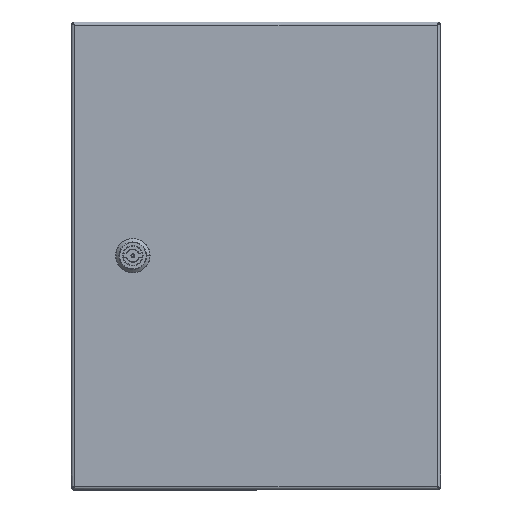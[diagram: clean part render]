
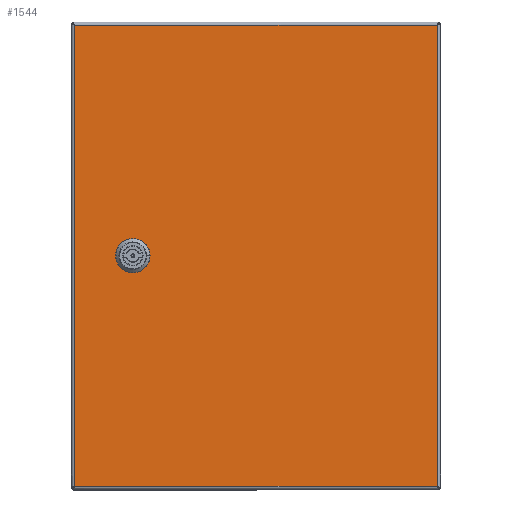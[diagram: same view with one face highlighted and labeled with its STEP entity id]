
A CAD part, top view. The second image highlights one B-rep face of the part: STEP entity #1544.
In plain terms, the highlighted face is planar.
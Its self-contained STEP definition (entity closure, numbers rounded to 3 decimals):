
#192 = CARTESIAN_POINT ( 'NONE',  ( -147.5, -188.743, 0. ) ) ;
#199 = AXIS2_PLACEMENT_3D ( 'NONE', #24628, #12897, #1134 ) ;
#439 = CARTESIAN_POINT ( 'NONE',  ( 110.05, 5.056, 0. ) ) ;
#463 = DIRECTION ( 'NONE',  ( 1., 0., 0. ) ) ;
#508 = ORIENTED_EDGE ( 'NONE', *, *, #12777, .F. ) ;
#680 = LINE ( 'NONE', #20712, #15142 ) ;
#813 = DIRECTION ( 'NONE',  ( 0., 0., 1. ) ) ;
#838 = DIRECTION ( 'NONE',  ( 1., 0., 0. ) ) ;
#1134 = DIRECTION ( 'NONE',  ( -1., 0., 0. ) ) ;
#1389 = EDGE_CURVE ( 'NONE', #5581, #13226, #13853, .T. ) ;
#1469 = DIRECTION ( 'NONE',  ( 0., 0., -1. ) ) ;
#1544 = ADVANCED_FACE ( 'NONE', ( #2173, #16580 ), #16819, .F. ) ;
#1723 = ORIENTED_EDGE ( 'NONE', *, *, #10043, .F. ) ;
#2173 = FACE_BOUND ( 'NONE', #11120, .T. ) ;
#2255 = VECTOR ( 'NONE', #21258, 1000. ) ;
#3729 = EDGE_CURVE ( 'NONE', #11798, #10513, #10628, .T. ) ;
#4150 = DIRECTION ( 'NONE',  ( 0., 1., 0. ) ) ;
#4520 = LINE ( 'NONE', #10323, #24147 ) ;
#5412 = VECTOR ( 'NONE', #17694, 1000. ) ;
#5479 = CARTESIAN_POINT ( 'NONE',  ( 89.95, 5.056, 0. ) ) ;
#5574 = EDGE_CURVE ( 'NONE', #25297, #24235, #7457, .T. ) ;
#5581 = VERTEX_POINT ( 'NONE', #19283 ) ;
#5681 = CIRCLE ( 'NONE', #25260, 11.25 ) ;
#6021 = EDGE_CURVE ( 'NONE', #16542, #5581, #680, .T. ) ;
#6457 = EDGE_CURVE ( 'NONE', #13226, #19138, #20301, .T. ) ;
#6523 = CARTESIAN_POINT ( 'NONE',  ( -147.5, -187.5, 0. ) ) ;
#7003 = AXIS2_PLACEMENT_3D ( 'NONE', #19318, #7565, #21295 ) ;
#7457 = LINE ( 'NONE', #5479, #2255 ) ;
#7469 = DIRECTION ( 'NONE',  ( 0., 0., -1. ) ) ;
#7476 = ORIENTED_EDGE ( 'NONE', *, *, #13743, .F. ) ;
#7565 = DIRECTION ( 'NONE',  ( 0., 0., -1. ) ) ;
#8253 = VECTOR ( 'NONE', #18124, 1000. ) ;
#8313 = AXIS2_PLACEMENT_3D ( 'NONE', #19508, #813, #838 ) ;
#8356 = CARTESIAN_POINT ( 'NONE',  ( 148.743, -187.5, 0. ) ) ;
#8948 = VERTEX_POINT ( 'NONE', #20490 ) ;
#9196 = DIRECTION ( 'NONE',  ( 0., -1., 0. ) ) ;
#9229 = VECTOR ( 'NONE', #9196, 1000. ) ;
#9883 = VECTOR ( 'NONE', #22079, 1000. ) ;
#10043 = EDGE_CURVE ( 'NONE', #14974, #8948, #4520, .T. ) ;
#10323 = CARTESIAN_POINT ( 'NONE',  ( 105.056, 10.05, 0. ) ) ;
#10484 = EDGE_CURVE ( 'NONE', #19138, #16542, #21374, .T. ) ;
#10513 = VERTEX_POINT ( 'NONE', #21896 ) ;
#10628 = LINE ( 'NONE', #15733, #5412 ) ;
#10703 = EDGE_LOOP ( 'NONE', ( #23702, #13653, #14277, #13388 ) ) ;
#10947 = VECTOR ( 'NONE', #4150, 1000. ) ;
#11120 = EDGE_LOOP ( 'NONE', ( #14769, #508, #23436, #12111, #1723, #7476, #14345, #16360 ) ) ;
#11798 = VERTEX_POINT ( 'NONE', #19269 ) ;
#12111 = ORIENTED_EDGE ( 'NONE', *, *, #25336, .F. ) ;
#12777 = EDGE_CURVE ( 'NONE', #20620, #11798, #5681, .T. ) ;
#12897 = DIRECTION ( 'NONE',  ( 0., 0., -1. ) ) ;
#13226 = VERTEX_POINT ( 'NONE', #18993 ) ;
#13230 = CARTESIAN_POINT ( 'NONE',  ( 100., 0., 0. ) ) ;
#13388 = ORIENTED_EDGE ( 'NONE', *, *, #1389, .T. ) ;
#13492 = LINE ( 'NONE', #439, #8253 ) ;
#13653 = ORIENTED_EDGE ( 'NONE', *, *, #10484, .T. ) ;
#13743 = EDGE_CURVE ( 'NONE', #24235, #14974, #22191, .T. ) ;
#13853 = LINE ( 'NONE', #16912, #9229 ) ;
#14277 = ORIENTED_EDGE ( 'NONE', *, *, #6021, .T. ) ;
#14345 = ORIENTED_EDGE ( 'NONE', *, *, #5574, .F. ) ;
#14769 = ORIENTED_EDGE ( 'NONE', *, *, #3729, .F. ) ;
#14807 = CARTESIAN_POINT ( 'NONE',  ( 89.95, -5.056, 0. ) ) ;
#14974 = VERTEX_POINT ( 'NONE', #19516 ) ;
#15142 = VECTOR ( 'NONE', #22698, 1000. ) ;
#15215 = DIRECTION ( 'NONE',  ( -1., 0., 0. ) ) ;
#15733 = CARTESIAN_POINT ( 'NONE',  ( 105.056, -10.05, 0. ) ) ;
#16360 = ORIENTED_EDGE ( 'NONE', *, *, #21454, .F. ) ;
#16542 = VERTEX_POINT ( 'NONE', #22578 ) ;
#16580 = FACE_OUTER_BOUND ( 'NONE', #10703, .T. ) ;
#16819 = PLANE ( 'NONE',  #8313 ) ;
#16912 = CARTESIAN_POINT ( 'NONE',  ( 147.5, 188.743, 0. ) ) ;
#17333 = CARTESIAN_POINT ( 'NONE',  ( 89.95, 5.056, 0. ) ) ;
#17694 = DIRECTION ( 'NONE',  ( -1., 0., 0. ) ) ;
#17882 = CIRCLE ( 'NONE', #199, 11.25 ) ;
#18124 = DIRECTION ( 'NONE',  ( 0., -1., 0. ) ) ;
#18993 = CARTESIAN_POINT ( 'NONE',  ( 147.5, -187.5, 0. ) ) ;
#19138 = VERTEX_POINT ( 'NONE', #6523 ) ;
#19217 = CARTESIAN_POINT ( 'NONE',  ( 100., 0., 0. ) ) ;
#19269 = CARTESIAN_POINT ( 'NONE',  ( 105.056, -10.05, 0. ) ) ;
#19283 = CARTESIAN_POINT ( 'NONE',  ( 147.5, 187.5, 0. ) ) ;
#19318 = CARTESIAN_POINT ( 'NONE',  ( 100., 0., 0. ) ) ;
#19508 = CARTESIAN_POINT ( 'NONE',  ( -150., 190., 0. ) ) ;
#19516 = CARTESIAN_POINT ( 'NONE',  ( 94.944, 10.05, 0. ) ) ;
#19533 = CARTESIAN_POINT ( 'NONE',  ( 110.05, -5.056, 0. ) ) ;
#20301 = LINE ( 'NONE', #8356, #9883 ) ;
#20490 = CARTESIAN_POINT ( 'NONE',  ( 105.056, 10.05, 0. ) ) ;
#20620 = VERTEX_POINT ( 'NONE', #19533 ) ;
#20712 = CARTESIAN_POINT ( 'NONE',  ( -148.743, 187.5, 0. ) ) ;
#21197 = DIRECTION ( 'NONE',  ( -1., 0., 0. ) ) ;
#21200 = EDGE_CURVE ( 'NONE', #23588, #20620, #13492, .T. ) ;
#21258 = DIRECTION ( 'NONE',  ( 0., 1., 0. ) ) ;
#21295 = DIRECTION ( 'NONE',  ( -1., 0., 0. ) ) ;
#21374 = LINE ( 'NONE', #192, #10947 ) ;
#21454 = EDGE_CURVE ( 'NONE', #10513, #25297, #24813, .T. ) ;
#21794 = AXIS2_PLACEMENT_3D ( 'NONE', #19217, #7469, #21197 ) ;
#21896 = CARTESIAN_POINT ( 'NONE',  ( 94.944, -10.05, 0. ) ) ;
#22079 = DIRECTION ( 'NONE',  ( -1., 0., 0. ) ) ;
#22191 = CIRCLE ( 'NONE', #7003, 11.25 ) ;
#22578 = CARTESIAN_POINT ( 'NONE',  ( -147.5, 187.5, 0. ) ) ;
#22581 = CARTESIAN_POINT ( 'NONE',  ( 110.05, 5.056, 0. ) ) ;
#22698 = DIRECTION ( 'NONE',  ( 1., 0., 0. ) ) ;
#23436 = ORIENTED_EDGE ( 'NONE', *, *, #21200, .F. ) ;
#23588 = VERTEX_POINT ( 'NONE', #22581 ) ;
#23702 = ORIENTED_EDGE ( 'NONE', *, *, #6457, .T. ) ;
#24147 = VECTOR ( 'NONE', #463, 1000. ) ;
#24235 = VERTEX_POINT ( 'NONE', #17333 ) ;
#24628 = CARTESIAN_POINT ( 'NONE',  ( 100., 0., 0. ) ) ;
#24813 = CIRCLE ( 'NONE', #21794, 11.25 ) ;
#25260 = AXIS2_PLACEMENT_3D ( 'NONE', #13230, #1469, #15215 ) ;
#25297 = VERTEX_POINT ( 'NONE', #14807 ) ;
#25336 = EDGE_CURVE ( 'NONE', #8948, #23588, #17882, .T. ) ;
